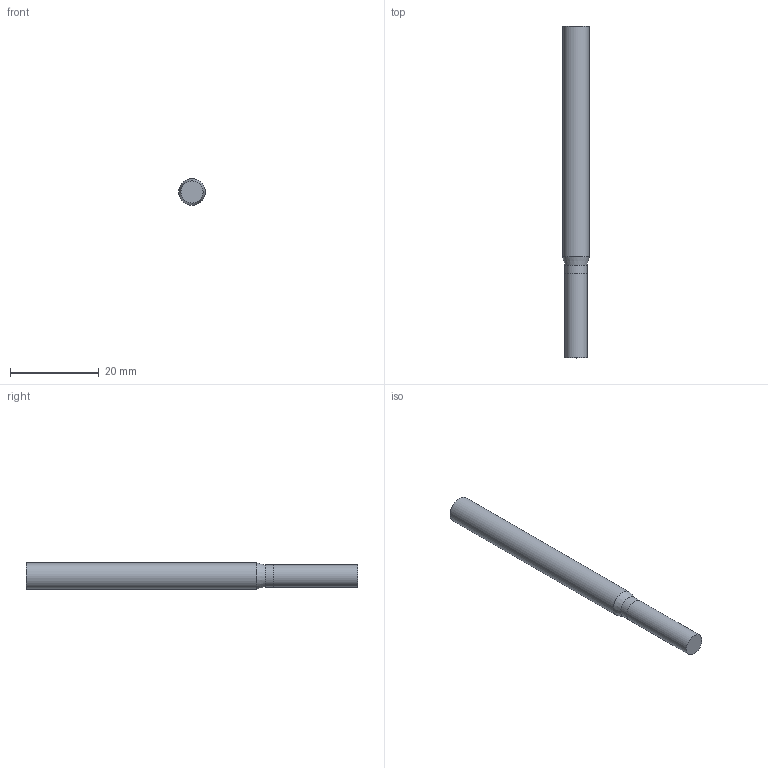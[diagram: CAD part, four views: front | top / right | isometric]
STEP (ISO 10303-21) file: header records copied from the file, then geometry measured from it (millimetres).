
FILE_DESCRIPTION(('OPEN MIND Model'),'2;1');
FILE_NAME('OPEN MIND Shape Model','2021-02-25T12:27:41',('Author'),( 'hyperCAD-S '),'hyperCAD-S STEP processor 6.6','hyperCAD-S 1.0' ,'Unknown');
FILE_SCHEMA(('AUTOMOTIVE_DESIGN { 1 2 10303 214 -1 1 5 4 }'));
Length unit declared in the file: millimetre
Products named in the file (14): Product 1; Product 1.1; Product 1.2; Product 1.3; Product 1.4; Product 1.5; Product 1.6; Product 1.7; Product 1.8; Product 1.9; Product 1.10; Product 1.11; Product 1.12; Product 1.13
Assembly tree (13 placements, depth 2):
  Product 1
    Product 1.1
    Product 1.2
    Product 1.3
    Product 1.4
    Product 1.5
    Product 1.6
    Product 1.7
    Product 1.8
    Product 1.9
    Product 1.10
    Product 1.11
    Product 1.12
    Product 1.13
Bounding box: 6 x 75 x 6 mm (x, y, z)
Surface area: 2787.7 mm2
Topology: 2 solids, 2 shells, 12 faces, 30 edges, 34 vertices
Faces by surface type: cylinder 6, plane 4, cone 2
Full cylindrical faces by diameter (mm): 5 x4, 6 x2
Entity records: 894 total; most frequent: DIRECTION 128, CARTESIAN_POINT 126, LINE 52, VECTOR 52, AXIS2_PLACEMENT_3D 36, ORIENTED_EDGE 36, PCURVE 36, DEFINITIONAL_REPRESENTATION 36
